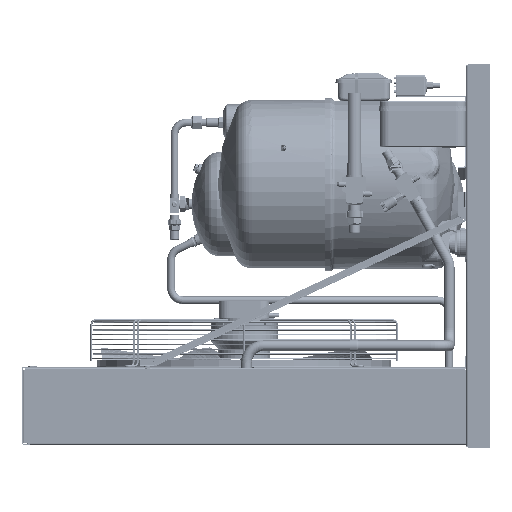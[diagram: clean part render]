
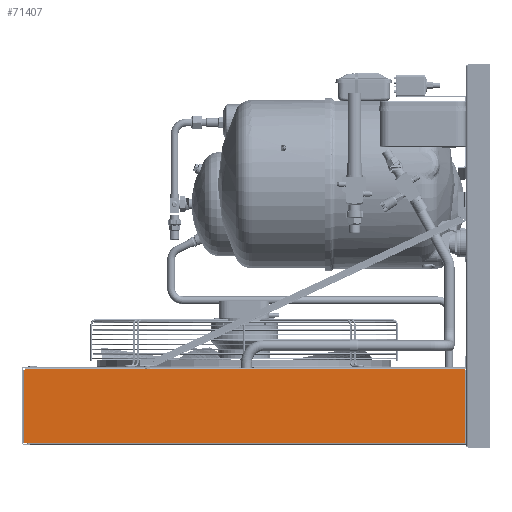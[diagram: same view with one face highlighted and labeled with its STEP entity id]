
A CAD part, left-side view. The second image highlights one B-rep face of the part: STEP entity #71407.
In plain terms, the highlighted face is planar.
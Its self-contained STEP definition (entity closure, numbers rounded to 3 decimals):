
#69540=DIRECTION('',(0.,-1.,0.));
#69541=VECTOR('',#69540,652.95);
#69542=CARTESIAN_POINT('',(77.25,653.7,0.));
#69543=LINE('',#69542,#69541);
#69609=DIRECTION('',(0.,1.,0.));
#69610=VECTOR('',#69609,20.);
#69611=CARTESIAN_POINT('',(77.25,653.7,0.));
#69612=LINE('',#69611,#69610);
#69613=CARTESIAN_POINT('',(76.5,0.75,0.));
#69614=DIRECTION('',(0.,0.,1.));
#69615=DIRECTION('',(1.,0.,0.));
#69616=AXIS2_PLACEMENT_3D('',#69613,#69614,#69615);
#69618=CARTESIAN_POINT('',(-76.5,0.75,0.));
#69619=DIRECTION('',(0.,0.,-1.));
#69620=DIRECTION('',(-1.,0.,0.));
#69621=AXIS2_PLACEMENT_3D('',#69618,#69619,#69620);
#69623=DIRECTION('',(0.,-1.,0.));
#69624=VECTOR('',#69623,13.);
#69625=CARTESIAN_POINT('',(-77.25,921.,0.));
#69626=LINE('',#69625,#69624);
#69627=DIRECTION('',(0.,1.,0.));
#69628=VECTOR('',#69627,2.);
#69629=CARTESIAN_POINT('',(75.25,919.,0.));
#69630=LINE('',#69629,#69628);
#69631=DIRECTION('',(-1.,0.,0.));
#69632=VECTOR('',#69631,2.);
#69633=CARTESIAN_POINT('',(77.25,919.,0.));
#69634=LINE('',#69633,#69632);
#69643=DIRECTION('',(1.,0.,0.));
#69644=VECTOR('',#69643,153.);
#69645=CARTESIAN_POINT('',(-76.5,1.5,0.));
#69646=LINE('',#69645,#69644);
#69711=DIRECTION('',(0.,1.,0.));
#69712=VECTOR('',#69711,907.25);
#69713=CARTESIAN_POINT('',(-77.25,0.75,0.));
#69714=LINE('',#69713,#69712);
#70173=DIRECTION('',(1.,0.,0.));
#70174=VECTOR('',#70173,152.5);
#70175=CARTESIAN_POINT('',(-77.25,921.,0.));
#70176=LINE('',#70175,#70174);
#70306=DIRECTION('',(0.,-1.,0.));
#70307=VECTOR('',#70306,245.3);
#70308=CARTESIAN_POINT('',(77.25,919.,0.));
#70309=LINE('',#70308,#70307);
#70581=CARTESIAN_POINT('',(75.25,919.,0.));
#70583=VERTEX_POINT('',#70581);
#70585=CARTESIAN_POINT('',(77.25,919.,0.));
#70586=VERTEX_POINT('',#70585);
#70605=CARTESIAN_POINT('',(-77.25,908.,0.));
#70607=VERTEX_POINT('',#70605);
#70621=CARTESIAN_POINT('',(75.25,921.,0.));
#70622=VERTEX_POINT('',#70621);
#70623=CARTESIAN_POINT('',(-77.25,921.,0.));
#70625=VERTEX_POINT('',#70623);
#70662=CARTESIAN_POINT('',(-77.25,0.75,0.));
#70664=VERTEX_POINT('',#70662);
#70671=CARTESIAN_POINT('',(-76.5,1.5,0.));
#70672=VERTEX_POINT('',#70671);
#70676=CARTESIAN_POINT('',(77.25,0.75,0.));
#70678=VERTEX_POINT('',#70676);
#70683=CARTESIAN_POINT('',(76.5,1.5,0.));
#70684=VERTEX_POINT('',#70683);
#70785=CARTESIAN_POINT('',(77.25,653.7,0.));
#70786=CARTESIAN_POINT('',(77.25,673.7,0.));
#70787=VERTEX_POINT('',#70785);
#70788=VERTEX_POINT('',#70786);
#71380=CARTESIAN_POINT('',(0.,0.,0.));
#71381=DIRECTION('',(0.,0.,1.));
#71382=DIRECTION('',(1.,0.,0.));
#71383=AXIS2_PLACEMENT_3D('',#71380,#71381,#71382);
#71384=PLANE('',#71383);
#71385=ORIENTED_EDGE('',*,*,#71371,.F.);
#71386=ORIENTED_EDGE('',*,*,#71289,.T.);
#71388=ORIENTED_EDGE('',*,*,#71387,.T.);
#71390=ORIENTED_EDGE('',*,*,#71389,.F.);
#71392=ORIENTED_EDGE('',*,*,#71391,.F.);
#71394=ORIENTED_EDGE('',*,*,#71393,.T.);
#71396=ORIENTED_EDGE('',*,*,#71395,.F.);
#71398=ORIENTED_EDGE('',*,*,#71397,.T.);
#71400=ORIENTED_EDGE('',*,*,#71399,.F.);
#71402=ORIENTED_EDGE('',*,*,#71401,.F.);
#71404=ORIENTED_EDGE('',*,*,#71403,.T.);
#71405=EDGE_LOOP('',(#71385,#71386,#71388,#71390,#71392,#71394,#71396,#71398,
#71400,#71402,#71404));
#71406=FACE_OUTER_BOUND('',#71405,.F.);
#71407=ADVANCED_FACE('',(#71406),#71384,.T.);
#69617=CIRCLE('',#69616,0.75);
#69622=CIRCLE('',#69621,0.75);
#71289=EDGE_CURVE('',#70787,#70678,#69543,.T.);
#71371=EDGE_CURVE('',#70787,#70788,#69612,.T.);
#71387=EDGE_CURVE('',#70678,#70684,#69617,.T.);
#71389=EDGE_CURVE('',#70672,#70684,#69646,.T.);
#71391=EDGE_CURVE('',#70664,#70672,#69622,.T.);
#71393=EDGE_CURVE('',#70664,#70607,#69714,.T.);
#71395=EDGE_CURVE('',#70625,#70607,#69626,.T.);
#71397=EDGE_CURVE('',#70625,#70622,#70176,.T.);
#71399=EDGE_CURVE('',#70583,#70622,#69630,.T.);
#71401=EDGE_CURVE('',#70586,#70583,#69634,.T.);
#71403=EDGE_CURVE('',#70586,#70788,#70309,.T.);
